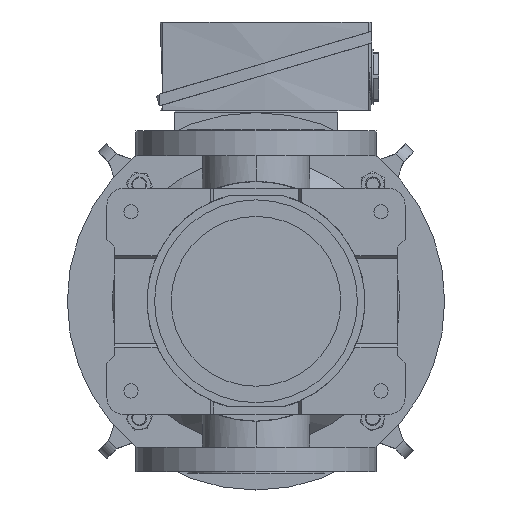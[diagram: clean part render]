
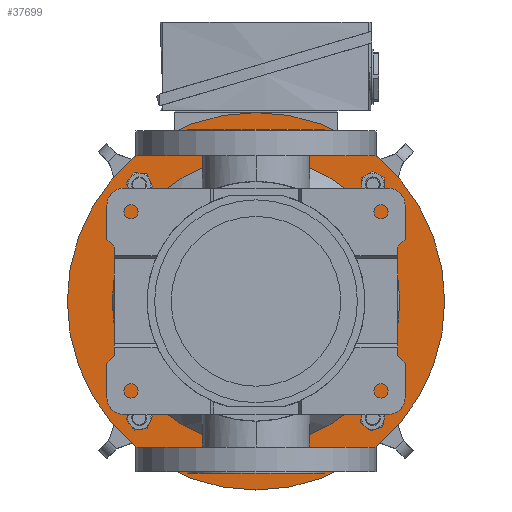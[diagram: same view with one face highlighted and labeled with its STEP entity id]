
A CAD part, front view. The second image highlights one B-rep face of the part: STEP entity #37699.
In plain terms, the highlighted face is planar.
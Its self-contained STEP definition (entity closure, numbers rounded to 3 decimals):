
#1205 = VERTEX_POINT ( 'NONE', #28888 ) ;
#1326 = DIRECTION ( 'NONE',  ( 0., 0., 1. ) ) ;
#1409 = ORIENTED_EDGE ( 'NONE', *, *, #18281, .F. ) ;
#2398 = AXIS2_PLACEMENT_3D ( 'NONE', #25745, #16071, #35765 ) ;
#3874 = DIRECTION ( 'NONE',  ( 0., 0., 1. ) ) ;
#5457 = DIRECTION ( 'NONE',  ( 0., 0., 1. ) ) ;
#6117 = DIRECTION ( 'NONE',  ( 0., 1., 0. ) ) ;
#6193 = FACE_BOUND ( 'NONE', #50222, .T. ) ;
#6233 = DIRECTION ( 'NONE',  ( 0., 1., 0. ) ) ;
#7104 = VERTEX_POINT ( 'NONE', #29100 ) ;
#8441 = CIRCLE ( 'NONE', #59943, 8.5 ) ;
#8663 = VERTEX_POINT ( 'NONE', #51095 ) ;
#10250 = VERTEX_POINT ( 'NONE', #15493 ) ;
#10393 = CARTESIAN_POINT ( 'NONE',  ( 220., -220., 1293.7 ) ) ;
#11070 = ORIENTED_EDGE ( 'NONE', *, *, #59693, .T. ) ;
#12052 = CARTESIAN_POINT ( 'NONE',  ( -123.744, -123.744, 1293.7 ) ) ;
#12212 = CARTESIAN_POINT ( 'NONE',  ( -123.744, -115.244, 1293.7 ) ) ;
#13150 = ORIENTED_EDGE ( 'NONE', *, *, #63081, .T. ) ;
#14896 = CARTESIAN_POINT ( 'NONE',  ( 123.744, 123.744, 1293.7 ) ) ;
#15493 = CARTESIAN_POINT ( 'NONE',  ( -123.744, 132.244, 1293.7 ) ) ;
#15842 = DIRECTION ( 'NONE',  ( 0., 1., 0. ) ) ;
#16071 = DIRECTION ( 'NONE',  ( 0., 0., 1. ) ) ;
#16128 = AXIS2_PLACEMENT_3D ( 'NONE', #33398, #18254, #63686 ) ;
#16221 = AXIS2_PLACEMENT_3D ( 'NONE', #40980, #20670, #15842 ) ;
#16580 = ORIENTED_EDGE ( 'NONE', *, *, #62500, .F. ) ;
#17769 = DIRECTION ( 'NONE',  ( 0., 1., 0. ) ) ;
#17992 = ORIENTED_EDGE ( 'NONE', *, *, #35632, .T. ) ;
#18254 = DIRECTION ( 'NONE',  ( 0., 0., 1. ) ) ;
#18281 = EDGE_CURVE ( 'NONE', #8663, #61675, #40922, .T. ) ;
#18744 = CARTESIAN_POINT ( 'NONE',  ( 0., 0., 1293.7 ) ) ;
#20017 = CIRCLE ( 'NONE', #56068, 8.5 ) ;
#20032 = ORIENTED_EDGE ( 'NONE', *, *, #48282, .T. ) ;
#20670 = DIRECTION ( 'NONE',  ( 0., 0., 1. ) ) ;
#21250 = EDGE_CURVE ( 'NONE', #26605, #35253, #26447, .T. ) ;
#21886 = CIRCLE ( 'NONE', #37332, 200. ) ;
#21949 = CIRCLE ( 'NONE', #50739, 152.5 ) ;
#21997 = DIRECTION ( 'NONE',  ( 0., 1., 0. ) ) ;
#22802 = CARTESIAN_POINT ( 'NONE',  ( 0., -200., 1293.7 ) ) ;
#22999 = ORIENTED_EDGE ( 'NONE', *, *, #63604, .T. ) ;
#23528 = DIRECTION ( 'NONE',  ( 0., 1., 0. ) ) ;
#23848 = DIRECTION ( 'NONE',  ( 0., 0., 1. ) ) ;
#24923 = EDGE_LOOP ( 'NONE', ( #60398, #36815 ) ) ;
#25228 = DIRECTION ( 'NONE',  ( 0., 0., 1. ) ) ;
#25745 = CARTESIAN_POINT ( 'NONE',  ( 123.744, 123.744, 1293.7 ) ) ;
#25863 = DIRECTION ( 'NONE',  ( 0., 1., 0. ) ) ;
#26219 = CARTESIAN_POINT ( 'NONE',  ( 0., 0., 1293.7 ) ) ;
#26390 = CIRCLE ( 'NONE', #16221, 8.5 ) ;
#26447 = CIRCLE ( 'NONE', #16128, 8.5 ) ;
#26605 = VERTEX_POINT ( 'NONE', #53572 ) ;
#27242 = CARTESIAN_POINT ( 'NONE',  ( -123.744, -132.244, 1293.7 ) ) ;
#27931 = ORIENTED_EDGE ( 'NONE', *, *, #57212, .T. ) ;
#28756 = DIRECTION ( 'NONE',  ( 0., 1., 0. ) ) ;
#28888 = CARTESIAN_POINT ( 'NONE',  ( 123.744, 132.244, 1293.7 ) ) ;
#29100 = CARTESIAN_POINT ( 'NONE',  ( 0., -152.5, 1293.7 ) ) ;
#29649 = CARTESIAN_POINT ( 'NONE',  ( 0., 0., 1293.7 ) ) ;
#30193 = CIRCLE ( 'NONE', #2398, 8.5 ) ;
#30770 = CARTESIAN_POINT ( 'NONE',  ( -123.744, 123.744, 1293.7 ) ) ;
#31070 = DIRECTION ( 'NONE',  ( 0., 0., 1. ) ) ;
#32420 = VERTEX_POINT ( 'NONE', #59503 ) ;
#33398 = CARTESIAN_POINT ( 'NONE',  ( 123.744, -123.744, 1293.7 ) ) ;
#33703 = CARTESIAN_POINT ( 'NONE',  ( -123.744, 123.744, 1293.7 ) ) ;
#34067 = EDGE_CURVE ( 'NONE', #62230, #43686, #20017, .T. ) ;
#34358 = CIRCLE ( 'NONE', #41539, 8.5 ) ;
#34628 = DIRECTION ( 'NONE',  ( 0., 0., 1. ) ) ;
#34861 = CARTESIAN_POINT ( 'NONE',  ( -123.744, 115.244, 1293.7 ) ) ;
#35253 = VERTEX_POINT ( 'NONE', #38208 ) ;
#35536 = DIRECTION ( 'NONE',  ( 0., 1., 0. ) ) ;
#35551 = FACE_BOUND ( 'NONE', #58229, .T. ) ;
#35632 = EDGE_CURVE ( 'NONE', #1205, #32420, #57229, .T. ) ;
#35725 = EDGE_LOOP ( 'NONE', ( #11070, #22999 ) ) ;
#35765 = DIRECTION ( 'NONE',  ( 0., 1., 0. ) ) ;
#35972 = EDGE_CURVE ( 'NONE', #7104, #50348, #46758, .T. ) ;
#36815 = ORIENTED_EDGE ( 'NONE', *, *, #35972, .T. ) ;
#36866 = DIRECTION ( 'NONE',  ( 0., 1., 0. ) ) ;
#37332 = AXIS2_PLACEMENT_3D ( 'NONE', #26219, #45853, #21997 ) ;
#37699 = ADVANCED_FACE ( 'NONE', ( #59737, #6193, #35551, #45200, #55210, #50037 ), #49695, .F. ) ;
#37874 = AXIS2_PLACEMENT_3D ( 'NONE', #18744, #48690, #28756 ) ;
#38208 = CARTESIAN_POINT ( 'NONE',  ( 123.744, -115.244, 1293.7 ) ) ;
#38366 = CARTESIAN_POINT ( 'NONE',  ( 0., 0., 1293.7 ) ) ;
#39033 = VERTEX_POINT ( 'NONE', #34861 ) ;
#39963 = AXIS2_PLACEMENT_3D ( 'NONE', #12052, #31070, #36866 ) ;
#39973 = CARTESIAN_POINT ( 'NONE',  ( -123.744, -123.744, 1293.7 ) ) ;
#40922 = CIRCLE ( 'NONE', #37874, 200. ) ;
#40970 = CIRCLE ( 'NONE', #39963, 8.5 ) ;
#40980 = CARTESIAN_POINT ( 'NONE',  ( 123.744, -123.744, 1293.7 ) ) ;
#41539 = AXIS2_PLACEMENT_3D ( 'NONE', #30770, #50399, #6233 ) ;
#42270 = EDGE_LOOP ( 'NONE', ( #1409, #16580 ) ) ;
#43686 = VERTEX_POINT ( 'NONE', #12212 ) ;
#43735 = CARTESIAN_POINT ( 'NONE',  ( 0., 152.5, 1293.7 ) ) ;
#45200 = FACE_BOUND ( 'NONE', #35725, .T. ) ;
#45853 = DIRECTION ( 'NONE',  ( 0., 0., 1. ) ) ;
#45866 = AXIS2_PLACEMENT_3D ( 'NONE', #14896, #1326, #35536 ) ;
#46110 = ORIENTED_EDGE ( 'NONE', *, *, #21250, .T. ) ;
#46758 = CIRCLE ( 'NONE', #48773, 152.5 ) ;
#48282 = EDGE_CURVE ( 'NONE', #43686, #62230, #40970, .T. ) ;
#48690 = DIRECTION ( 'NONE',  ( 0., 0., 1. ) ) ;
#48773 = AXIS2_PLACEMENT_3D ( 'NONE', #38366, #23848, #17769 ) ;
#49695 = PLANE ( 'NONE',  #49961 ) ;
#49961 = AXIS2_PLACEMENT_3D ( 'NONE', #10393, #25228, #25863 ) ;
#50037 = FACE_BOUND ( 'NONE', #24923, .T. ) ;
#50222 = EDGE_LOOP ( 'NONE', ( #27931, #46110 ) ) ;
#50348 = VERTEX_POINT ( 'NONE', #43735 ) ;
#50399 = DIRECTION ( 'NONE',  ( 0., 0., 1. ) ) ;
#50739 = AXIS2_PLACEMENT_3D ( 'NONE', #29649, #3874, #23528 ) ;
#51095 = CARTESIAN_POINT ( 'NONE',  ( 0., 200., 1293.7 ) ) ;
#52303 = ORIENTED_EDGE ( 'NONE', *, *, #34067, .T. ) ;
#53572 = CARTESIAN_POINT ( 'NONE',  ( 123.744, -132.244, 1293.7 ) ) ;
#54291 = DIRECTION ( 'NONE',  ( 0., 1., 0. ) ) ;
#55210 = FACE_BOUND ( 'NONE', #63456, .T. ) ;
#56068 = AXIS2_PLACEMENT_3D ( 'NONE', #39973, #5457, #6117 ) ;
#57212 = EDGE_CURVE ( 'NONE', #35253, #26605, #26390, .T. ) ;
#57229 = CIRCLE ( 'NONE', #45866, 8.5 ) ;
#58229 = EDGE_LOOP ( 'NONE', ( #17992, #13150 ) ) ;
#59503 = CARTESIAN_POINT ( 'NONE',  ( 123.744, 115.244, 1293.7 ) ) ;
#59693 = EDGE_CURVE ( 'NONE', #10250, #39033, #8441, .T. ) ;
#59737 = FACE_OUTER_BOUND ( 'NONE', #42270, .T. ) ;
#59943 = AXIS2_PLACEMENT_3D ( 'NONE', #33703, #34628, #54291 ) ;
#60398 = ORIENTED_EDGE ( 'NONE', *, *, #62962, .T. ) ;
#61675 = VERTEX_POINT ( 'NONE', #22802 ) ;
#62230 = VERTEX_POINT ( 'NONE', #27242 ) ;
#62500 = EDGE_CURVE ( 'NONE', #61675, #8663, #21886, .T. ) ;
#62962 = EDGE_CURVE ( 'NONE', #50348, #7104, #21949, .T. ) ;
#63081 = EDGE_CURVE ( 'NONE', #32420, #1205, #30193, .T. ) ;
#63456 = EDGE_LOOP ( 'NONE', ( #20032, #52303 ) ) ;
#63604 = EDGE_CURVE ( 'NONE', #39033, #10250, #34358, .T. ) ;
#63686 = DIRECTION ( 'NONE',  ( 0., 1., 0. ) ) ;
